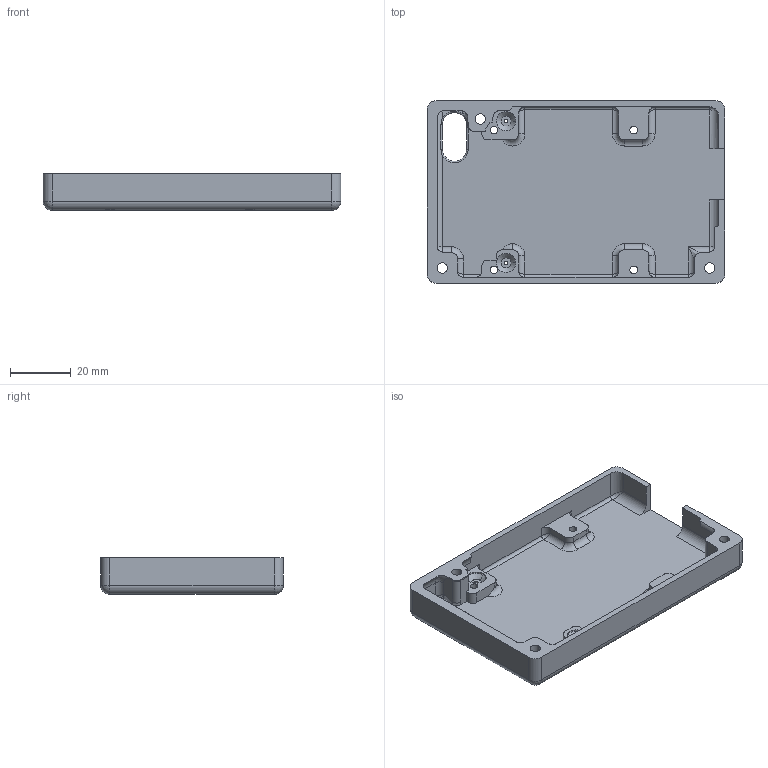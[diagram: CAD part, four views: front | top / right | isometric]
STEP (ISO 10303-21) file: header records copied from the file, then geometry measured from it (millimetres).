
FILE_DESCRIPTION (( 'STEP AP214' ), '1' );
FILE_NAME ('box_boards_b.STEP', '2023-07-17T12:32:47', ( '' ), ( '' ), 'SwSTEP 2.0', 'SolidWorks 2022', '' );
FILE_SCHEMA (( 'AUTOMOTIVE_DESIGN' ));
Length unit declared in the file: millimetre
Products named in the file (1): box_boards_b
Bounding box: 98 x 60.05 x 12.09 mm (x, y, z)
Volume: 19832 mm3; surface area: 18498.7 mm2
Topology: 1 solids, 1 shells, 239 faces, 616 edges, 367 vertices
Faces by surface type: cylinder 109, plane 82, torus 23, bspline 17, cone 4, sphere 4
Entity records: 7926 total; most frequent: CARTESIAN_POINT 2202, DIRECTION 1202, ORIENTED_EDGE 1200, EDGE_CURVE 600, AXIS2_PLACEMENT_3D 439, VERTEX_POINT 367, VECTOR 324, LINE 324
